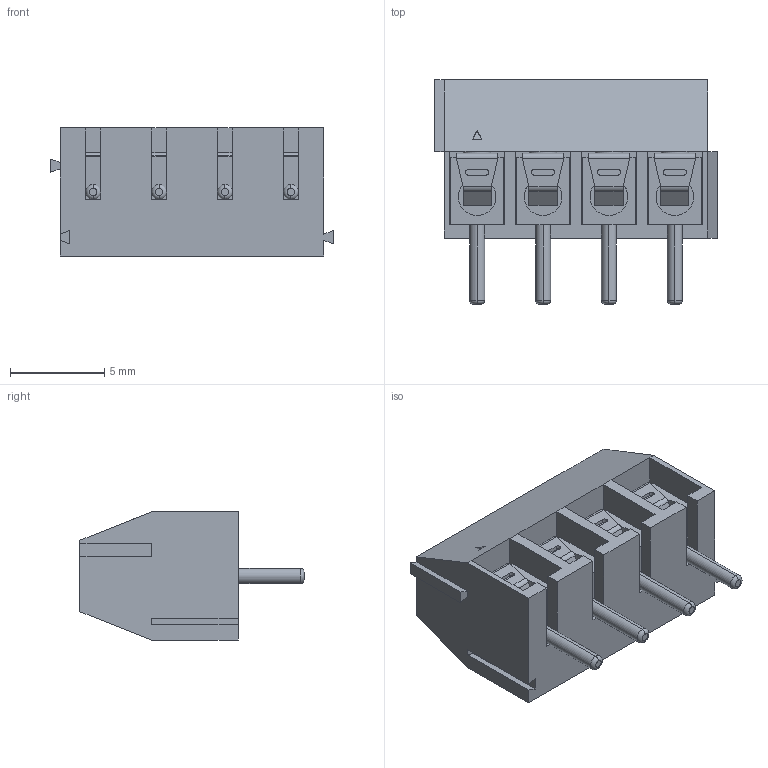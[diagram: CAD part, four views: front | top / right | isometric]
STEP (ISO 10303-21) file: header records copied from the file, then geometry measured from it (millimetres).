
FILE_DESCRIPTION (( 'STEP AP214' ), '1' );
FILE_NAME ('DG350-3.96-04P-12-00AH.STEP', '2021-01-18T04:39:50', ( '' ), ( '' ), 'SwSTEP 2.0', 'SolidWorks 2020', '' );
FILE_SCHEMA (( 'AUTOMOTIVE_DESIGN' ));
Length unit declared in the file: millimetre
Products named in the file (1): DG350-3.96-04P-12-00AH
Bounding box: 15 x 11.9 x 6.8 mm (x, y, z)
Volume: 574.5 mm3; surface area: 1300.1 mm2
Topology: 1 solids, 1 shells, 566 faces, 1485 edges, 964 vertices
Faces by surface type: plane 305, bspline 157, cylinder 60, torus 36, cone 8
Entity records: 30504 total; most frequent: CARTESIAN_POINT 12405, ORIENTED_EDGE 2970, DIRECTION 2167, EDGE_CURVE 1485, VERTEX_POINT 964, LINE 931, VECTOR 931, EDGE_LOOP 619
